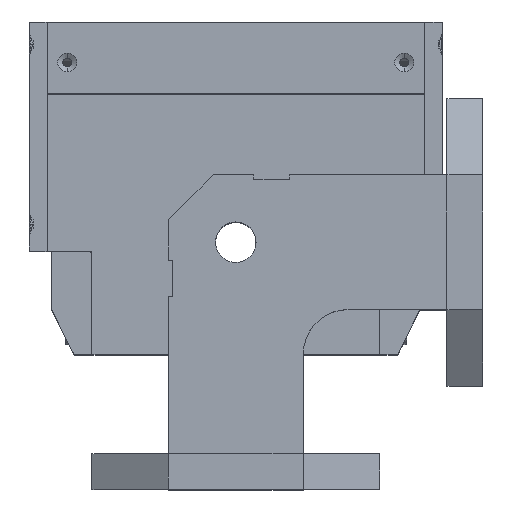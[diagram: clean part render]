
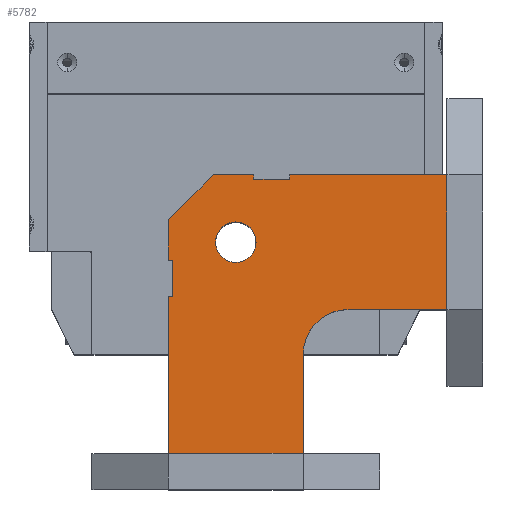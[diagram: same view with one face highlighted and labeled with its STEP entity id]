
A CAD part, top view. The second image highlights one B-rep face of the part: STEP entity #5782.
In plain terms, the highlighted planar face has unit normal (0, 0, 1).
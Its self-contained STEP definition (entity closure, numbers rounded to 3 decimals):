
#1051 = EDGE_LOOP ( 'NONE', ( #14682, #14673, #14686, #14668, #14632, #14683, #14529, #14540, #14685, #14533, #14700, #14650, #14639, #14544, #14636, #14611 ) ) ;
#1053 = EDGE_LOOP ( 'NONE', ( #14645, #14531 ) ) ;
#2131 = LINE ( 'NONE', #8383, #2142 ) ;
#2132 = VECTOR ( 'NONE', #8384, 1000. ) ;
#2140 = LINE ( 'NONE', #8378, #2132 ) ;
#2142 = VECTOR ( 'NONE', #8385, 1000. ) ;
#2149 = CIRCLE ( 'NONE', #9479, 4.5 ) ;
#2507 = EDGE_CURVE ( 'NONE', #7975, #7976, #2140, .T. ) ;
#2508 = EDGE_CURVE ( 'NONE', #7976, #7961, #2131, .T. ) ;
#2510 = EDGE_CURVE ( 'NONE', #7958, #7957, #2149, .T. ) ;
#4343 = FACE_OUTER_BOUND ( 'NONE', #1051, .T. ) ;
#4346 = FACE_BOUND ( 'NONE', #1053, .T. ) ;
#5782 = ADVANCED_FACE ( 'NONE', ( #4343, #4346 ), #6645, .T. ) ;
#6644 = CARTESIAN_POINT ( 'NONE',  ( 22., 22., 12. ) ) ;
#6645 = PLANE ( 'NONE',  #14842 ) ;
#6646 = DIRECTION ( 'NONE',  ( 0., 0., 1. ) ) ;
#6647 = DIRECTION ( 'NONE',  ( 1., 0., 0. ) ) ;
#7602 = CARTESIAN_POINT ( 'NONE',  ( 42.5, 47., 12. ) ) ;
#7603 = CARTESIAN_POINT ( 'NONE',  ( 51.5, 47., 12. ) ) ;
#7606 = CARTESIAN_POINT ( 'NONE',  ( 22., 32., 12. ) ) ;
#7607 = CARTESIAN_POINT ( 'NONE',  ( 32., 22., 12. ) ) ;
#7608 = CARTESIAN_POINT ( 'NONE',  ( 32., 0., 12. ) ) ;
#7609 = CARTESIAN_POINT ( 'NONE',  ( 62., 0., 12. ) ) ;
#7610 = CARTESIAN_POINT ( 'NONE',  ( 62., 35., 12. ) ) ;
#7611 = CARTESIAN_POINT ( 'NONE',  ( 61., 35., 12. ) ) ;
#7612 = CARTESIAN_POINT ( 'NONE',  ( 61., 43., 12. ) ) ;
#7613 = CARTESIAN_POINT ( 'NONE',  ( 62., 43., 12. ) ) ;
#7614 = CARTESIAN_POINT ( 'NONE',  ( 62., 52., 12. ) ) ;
#7615 = CARTESIAN_POINT ( 'NONE',  ( 52., 62., 12. ) ) ;
#7616 = CARTESIAN_POINT ( 'NONE',  ( 43., 62., 12. ) ) ;
#7617 = CARTESIAN_POINT ( 'NONE',  ( 43., 61., 12. ) ) ;
#7618 = CARTESIAN_POINT ( 'NONE',  ( 35., 61., 12. ) ) ;
#7619 = CARTESIAN_POINT ( 'NONE',  ( 35., 62., 12. ) ) ;
#7620 = CARTESIAN_POINT ( 'NONE',  ( 0., 62., 12. ) ) ;
#7621 = CARTESIAN_POINT ( 'NONE',  ( 0., 32., 12. ) ) ;
#7957 = VERTEX_POINT ( 'NONE', #7602 ) ;
#7958 = VERTEX_POINT ( 'NONE', #7603 ) ;
#7961 = VERTEX_POINT ( 'NONE', #7606 ) ;
#7962 = VERTEX_POINT ( 'NONE', #7607 ) ;
#7963 = VERTEX_POINT ( 'NONE', #7608 ) ;
#7964 = VERTEX_POINT ( 'NONE', #7609 ) ;
#7965 = VERTEX_POINT ( 'NONE', #7610 ) ;
#7966 = VERTEX_POINT ( 'NONE', #7611 ) ;
#7967 = VERTEX_POINT ( 'NONE', #7612 ) ;
#7968 = VERTEX_POINT ( 'NONE', #7613 ) ;
#7969 = VERTEX_POINT ( 'NONE', #7614 ) ;
#7970 = VERTEX_POINT ( 'NONE', #7615 ) ;
#7971 = VERTEX_POINT ( 'NONE', #7616 ) ;
#7972 = VERTEX_POINT ( 'NONE', #7617 ) ;
#7973 = VERTEX_POINT ( 'NONE', #7618 ) ;
#7974 = VERTEX_POINT ( 'NONE', #7619 ) ;
#7975 = VERTEX_POINT ( 'NONE', #7620 ) ;
#7976 = VERTEX_POINT ( 'NONE', #7621 ) ;
#8378 = CARTESIAN_POINT ( 'NONE',  ( 0., 32., 12. ) ) ;
#8383 = CARTESIAN_POINT ( 'NONE',  ( 0., 32., 12. ) ) ;
#8384 = DIRECTION ( 'NONE',  ( 0., -1., 0. ) ) ;
#8385 = DIRECTION ( 'NONE',  ( 1., 0., 0. ) ) ;
#8389 = CARTESIAN_POINT ( 'NONE',  ( 47., 47., 12. ) ) ;
#8390 = DIRECTION ( 'NONE',  ( 0., 0., 1. ) ) ;
#8391 = DIRECTION ( 'NONE',  ( 1., 0., 0. ) ) ;
#9479 = AXIS2_PLACEMENT_3D ( 'NONE', #8389, #8390, #8391 ) ;
#12073 = AXIS2_PLACEMENT_3D ( 'NONE', #13606, #13622, #13623 ) ;
#12074 = AXIS2_PLACEMENT_3D ( 'NONE', #13609, #13611, #13612 ) ;
#12518 = EDGE_CURVE ( 'NONE', #7963, #7964, #16671, .T. ) ;
#12524 = EDGE_CURVE ( 'NONE', #7957, #7958, #16681, .T. ) ;
#12526 = EDGE_CURVE ( 'NONE', #7965, #7966, #16682, .T. ) ;
#12527 = EDGE_CURVE ( 'NONE', #7966, #7967, #16684, .T. ) ;
#12528 = EDGE_CURVE ( 'NONE', #7962, #7963, #16686, .T. ) ;
#12529 = EDGE_CURVE ( 'NONE', #7961, #7962, #16689, .T. ) ;
#12530 = EDGE_CURVE ( 'NONE', #7964, #7965, #16679, .T. ) ;
#12531 = EDGE_CURVE ( 'NONE', #7967, #7968, #16690, .T. ) ;
#12532 = EDGE_CURVE ( 'NONE', #7968, #7969, #16692, .T. ) ;
#12533 = EDGE_CURVE ( 'NONE', #7969, #7970, #16694, .T. ) ;
#12534 = EDGE_CURVE ( 'NONE', #7970, #7971, #16696, .T. ) ;
#12535 = EDGE_CURVE ( 'NONE', #7971, #7972, #16698, .T. ) ;
#12536 = EDGE_CURVE ( 'NONE', #7972, #7973, #16700, .T. ) ;
#12537 = EDGE_CURVE ( 'NONE', #7973, #7974, #16702, .T. ) ;
#12538 = EDGE_CURVE ( 'NONE', #7974, #7975, #16704, .T. ) ;
#13568 = CARTESIAN_POINT ( 'NONE',  ( 32., 0., 12. ) ) ;
#13569 = DIRECTION ( 'NONE',  ( 1., 0., 0. ) ) ;
#13606 = CARTESIAN_POINT ( 'NONE',  ( 22., 22., 12. ) ) ;
#13609 = CARTESIAN_POINT ( 'NONE',  ( 47., 47., 12. ) ) ;
#13611 = DIRECTION ( 'NONE',  ( 0., 0., 1. ) ) ;
#13612 = DIRECTION ( 'NONE',  ( 1., 0., 0. ) ) ;
#13615 = CARTESIAN_POINT ( 'NONE',  ( 62., 35., 12. ) ) ;
#13616 = DIRECTION ( 'NONE',  ( -1., 0., 0. ) ) ;
#13617 = CARTESIAN_POINT ( 'NONE',  ( 61., 35., 12. ) ) ;
#13618 = DIRECTION ( 'NONE',  ( 0., 1., 0. ) ) ;
#13619 = CARTESIAN_POINT ( 'NONE',  ( 32., 0., 12. ) ) ;
#13620 = DIRECTION ( 'NONE',  ( 0., -1., 0. ) ) ;
#13622 = DIRECTION ( 'NONE',  ( 0., 0., -1. ) ) ;
#13623 = DIRECTION ( 'NONE',  ( 1., 0., 0. ) ) ;
#13624 = CARTESIAN_POINT ( 'NONE',  ( 62., 0., 12. ) ) ;
#13625 = DIRECTION ( 'NONE',  ( 0., 1., 0. ) ) ;
#13626 = CARTESIAN_POINT ( 'NONE',  ( 62., 43., 12. ) ) ;
#13627 = DIRECTION ( 'NONE',  ( 1., 0., 0. ) ) ;
#13628 = CARTESIAN_POINT ( 'NONE',  ( 62., 43., 12. ) ) ;
#13629 = DIRECTION ( 'NONE',  ( 0., 1., 0. ) ) ;
#13630 = CARTESIAN_POINT ( 'NONE',  ( 62., 52., 12. ) ) ;
#13631 = DIRECTION ( 'NONE',  ( -0.707, 0.707, 0. ) ) ;
#13632 = CARTESIAN_POINT ( 'NONE',  ( 43., 62., 12. ) ) ;
#13633 = DIRECTION ( 'NONE',  ( -1., 0., 0. ) ) ;
#13634 = CARTESIAN_POINT ( 'NONE',  ( 43., 62., 12. ) ) ;
#13635 = DIRECTION ( 'NONE',  ( 0., -1., 0. ) ) ;
#13636 = CARTESIAN_POINT ( 'NONE',  ( 35., 61., 12. ) ) ;
#13637 = DIRECTION ( 'NONE',  ( -1., 0., 0. ) ) ;
#13638 = CARTESIAN_POINT ( 'NONE',  ( 35., 62., 12. ) ) ;
#13639 = DIRECTION ( 'NONE',  ( 0., 1., 0. ) ) ;
#13640 = CARTESIAN_POINT ( 'NONE',  ( 0., 62., 12. ) ) ;
#13641 = DIRECTION ( 'NONE',  ( -1., 0., 0. ) ) ;
#14529 = ORIENTED_EDGE ( 'NONE', *, *, #12531, .T. ) ;
#14531 = ORIENTED_EDGE ( 'NONE', *, *, #2510, .F. ) ;
#14533 = ORIENTED_EDGE ( 'NONE', *, *, #12534, .T. ) ;
#14540 = ORIENTED_EDGE ( 'NONE', *, *, #12532, .T. ) ;
#14544 = ORIENTED_EDGE ( 'NONE', *, *, #12538, .T. ) ;
#14611 = ORIENTED_EDGE ( 'NONE', *, *, #2508, .T. ) ;
#14632 = ORIENTED_EDGE ( 'NONE', *, *, #12526, .T. ) ;
#14636 = ORIENTED_EDGE ( 'NONE', *, *, #2507, .T. ) ;
#14639 = ORIENTED_EDGE ( 'NONE', *, *, #12537, .T. ) ;
#14645 = ORIENTED_EDGE ( 'NONE', *, *, #12524, .F. ) ;
#14650 = ORIENTED_EDGE ( 'NONE', *, *, #12536, .T. ) ;
#14668 = ORIENTED_EDGE ( 'NONE', *, *, #12530, .T. ) ;
#14673 = ORIENTED_EDGE ( 'NONE', *, *, #12528, .T. ) ;
#14682 = ORIENTED_EDGE ( 'NONE', *, *, #12529, .T. ) ;
#14683 = ORIENTED_EDGE ( 'NONE', *, *, #12527, .T. ) ;
#14685 = ORIENTED_EDGE ( 'NONE', *, *, #12533, .T. ) ;
#14686 = ORIENTED_EDGE ( 'NONE', *, *, #12518, .T. ) ;
#14700 = ORIENTED_EDGE ( 'NONE', *, *, #12535, .T. ) ;
#14842 = AXIS2_PLACEMENT_3D ( 'NONE', #6644, #6646, #6647 ) ;
#16671 = LINE ( 'NONE', #13568, #16672 ) ;
#16672 = VECTOR ( 'NONE', #13569, 1000. ) ;
#16679 = LINE ( 'NONE', #13624, #16680 ) ;
#16680 = VECTOR ( 'NONE', #13625, 1000. ) ;
#16681 = CIRCLE ( 'NONE', #12074, 4.5 ) ;
#16682 = LINE ( 'NONE', #13615, #16683 ) ;
#16683 = VECTOR ( 'NONE', #13616, 1000. ) ;
#16684 = LINE ( 'NONE', #13617, #16685 ) ;
#16685 = VECTOR ( 'NONE', #13618, 1000. ) ;
#16686 = LINE ( 'NONE', #13619, #16687 ) ;
#16687 = VECTOR ( 'NONE', #13620, 1000. ) ;
#16689 = CIRCLE ( 'NONE', #12073, 10. ) ;
#16690 = LINE ( 'NONE', #13626, #16691 ) ;
#16691 = VECTOR ( 'NONE', #13627, 1000. ) ;
#16692 = LINE ( 'NONE', #13628, #16693 ) ;
#16693 = VECTOR ( 'NONE', #13629, 1000. ) ;
#16694 = LINE ( 'NONE', #13630, #16695 ) ;
#16695 = VECTOR ( 'NONE', #13631, 1000. ) ;
#16696 = LINE ( 'NONE', #13632, #16697 ) ;
#16697 = VECTOR ( 'NONE', #13633, 1000. ) ;
#16698 = LINE ( 'NONE', #13634, #16699 ) ;
#16699 = VECTOR ( 'NONE', #13635, 1000. ) ;
#16700 = LINE ( 'NONE', #13636, #16701 ) ;
#16701 = VECTOR ( 'NONE', #13637, 1000. ) ;
#16702 = LINE ( 'NONE', #13638, #16703 ) ;
#16703 = VECTOR ( 'NONE', #13639, 1000. ) ;
#16704 = LINE ( 'NONE', #13640, #16705 ) ;
#16705 = VECTOR ( 'NONE', #13641, 1000. ) ;
